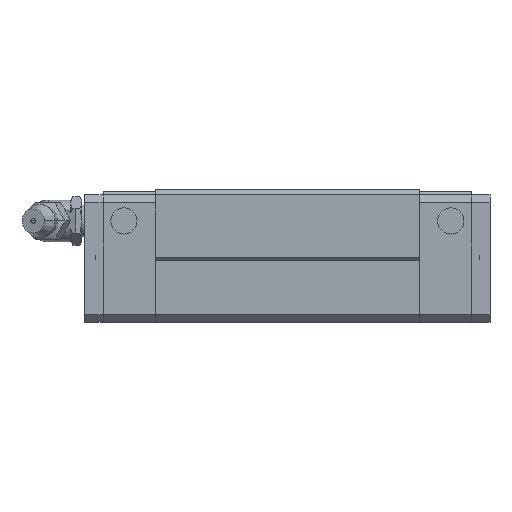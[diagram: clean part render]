
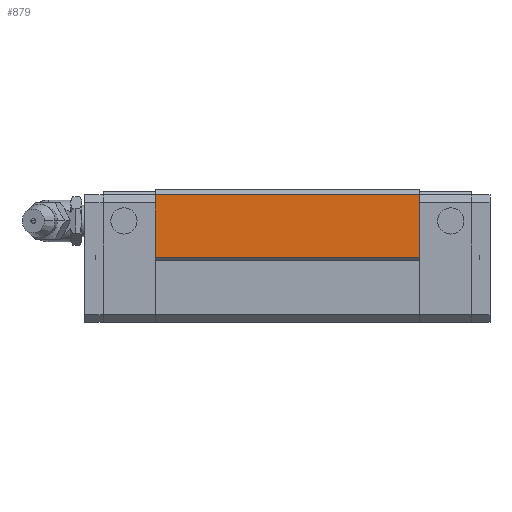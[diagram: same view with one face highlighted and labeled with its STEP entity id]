
A CAD part, front view. The second image highlights one B-rep face of the part: STEP entity #879.
In plain terms, the highlighted planar face has unit normal (0, -1, 0).
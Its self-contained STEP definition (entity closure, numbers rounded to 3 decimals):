
#818=CARTESIAN_POINT('POINT50',(64.,-22.,
   12.4));
#819=VERTEX_POINT('VERTEX50',#818);
#826=CARTESIAN_POINT('POINT51',(13.5,-22.,
   12.4));
#827=VERTEX_POINT('VERTEX51',#826);
#828=CARTESIAN_POINT('POS85',(13.5,-22.,
   12.4));
#829=DIRECTION('DIR126',(1.,0.,0.));
#830=VECTOR('VEC44',#829,1.);
#831=LINE('STRAIGHT44',#828,#830);
#832=EDGE_CURVE('EDGE82',#827,#819,#831,.T.);
#849=CARTESIAN_POINT('POINT52',(64.,-22.,
   24.4));
#850=VERTEX_POINT('VERTEX52',#849);
#851=CARTESIAN_POINT('POS88',(64.,-22.,24.4)
   );
#852=DIRECTION('DIR130',(0.,0.,1.));
#853=VECTOR('VEC46',#852,1.);
#854=LINE('STRAIGHT46',#851,#853);
#855=EDGE_CURVE('EDGE84',#819,#850,#854,.T.);
#856=ORIENTED_EDGE('COEDGE151',*,*,#855,.T.);
#857=CARTESIAN_POINT('POINT53',(13.5,-22.,
   24.4));
#858=VERTEX_POINT('VERTEX53',#857);
#859=CARTESIAN_POINT('POS89',(13.5,-22.,24.4
   ));
#860=DIRECTION('DIR131',(1.,0.,0.));
#861=VECTOR('VEC47',#860,1.);
#862=LINE('STRAIGHT47',#859,#861);
#863=EDGE_CURVE('EDGE85',#858,#850,#862,.T.);
#864=ORIENTED_EDGE('COEDGE152',*,*,#863,.F.);
#865=CARTESIAN_POINT('POS90',(13.5,-22.,24.4
   ));
#866=DIRECTION('DIR132',(0.,0.,-1.));
#867=VECTOR('VEC48',#866,1.);
#868=LINE('STRAIGHT48',#865,#867);
#869=EDGE_CURVE('EDGE86',#858,#827,#868,.T.);
#870=ORIENTED_EDGE('COEDGE153',*,*,#869,.T.);
#871=ORIENTED_EDGE('COEDGE154',*,*,#832,.T.);
#872=EDGE_LOOP('NONE',(#856,#864,#870,#871));
#873=FACE_BOUND('LOOP1',#872,.T.);
#874=CARTESIAN_POINT('POS91',(13.5,-22.,
   12.4));
#875=DIRECTION('DIR133',(0.,-1.,0.));
#876=DIRECTION('DIR134',(1.,0.,0.));
#877=AXIS2_PLACEMENT_3D('AXIS43',#874,#875,#876);
#878=PLANE('PLANE8',#877);
#879=ADVANCED_FACE('FACE40',(#873),#878,.T.);
